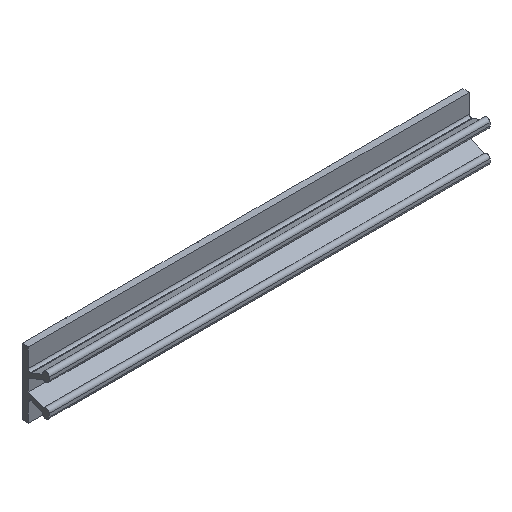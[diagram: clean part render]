
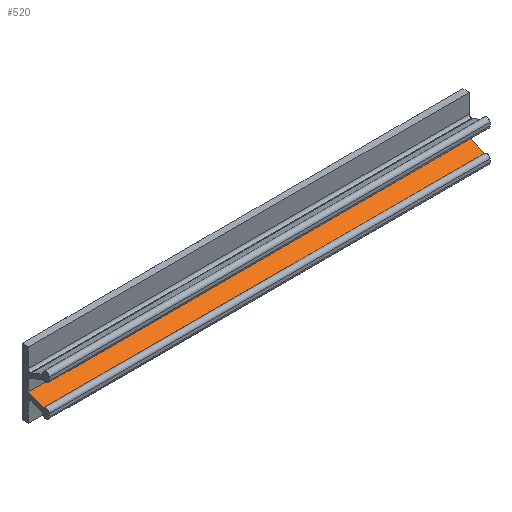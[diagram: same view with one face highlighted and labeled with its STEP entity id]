
A CAD part, isometric view. The second image highlights one B-rep face of the part: STEP entity #520.
In plain terms, the highlighted planar face has unit normal (0, -0.379, 0.925).
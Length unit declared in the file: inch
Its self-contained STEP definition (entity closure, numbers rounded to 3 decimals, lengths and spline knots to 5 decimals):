
#28 = CARTESIAN_POINT ( 'NONE',  ( -1.5977, -0.11736, 0.10277 ) ) ;
#39 = PLANE ( 'NONE',  #1444 ) ;
#97 = DIRECTION ( 'NONE',  ( 0., -0.379, 0.926 ) ) ;
#117 = DIRECTION ( 'NONE',  ( 0., -0.926, -0.379 ) ) ;
#299 = CARTESIAN_POINT ( 'NONE',  ( -1.378, -0.11736, 0.10277 ) ) ;
#303 = DIRECTION ( 'NONE',  ( 0., 0.926, 0.379 ) ) ;
#472 = EDGE_CURVE ( 'NONE', #1952, #1948, #2639, .T. ) ;
#520 = ADVANCED_FACE ( 'NONE', ( #2584 ), #39, .T. ) ;
#603 = EDGE_CURVE ( 'NONE', #1948, #1861, #2501, .T. ) ;
#604 = EDGE_CURVE ( 'NONE', #1952, #1895, #2500, .T. ) ;
#779 = VECTOR ( 'NONE', #1320, 39.37008 ) ;
#862 = DIRECTION ( 'NONE',  ( 1., 0., 0. ) ) ;
#897 = CARTESIAN_POINT ( 'NONE',  ( -1.5977, 0.04528, 0.16932 ) ) ;
#1171 = CARTESIAN_POINT ( 'NONE',  ( -1.5977, -0.04964, 0.13048 ) ) ;
#1266 = DIRECTION ( 'NONE',  ( 1., 0., 0. ) ) ;
#1320 = DIRECTION ( 'NONE',  ( 0., 0.926, 0.379 ) ) ;
#1321 = CARTESIAN_POINT ( 'NONE',  ( 1.378, -0.11736, 0.10277 ) ) ;
#1397 = VECTOR ( 'NONE', #303, 39.37008 ) ;
#1444 = AXIS2_PLACEMENT_3D ( 'NONE', #28, #97, #117 ) ;
#1525 = VECTOR ( 'NONE', #862, 39.37008 ) ;
#1550 = VECTOR ( 'NONE', #1266, 39.37008 ) ;
#1685 = CARTESIAN_POINT ( 'NONE',  ( -1.378, -0.04964, 0.13048 ) ) ;
#1691 = CARTESIAN_POINT ( 'NONE',  ( -1.378, 0.04528, 0.16932 ) ) ;
#1824 = EDGE_LOOP ( 'NONE', ( #2023, #2022, #2024, #2061 ) ) ;
#1861 = VERTEX_POINT ( 'NONE', #2173 ) ;
#1895 = VERTEX_POINT ( 'NONE', #2199 ) ;
#1948 = VERTEX_POINT ( 'NONE', #1691 ) ;
#1952 = VERTEX_POINT ( 'NONE', #1685 ) ;
#2022 = ORIENTED_EDGE ( 'NONE', *, *, #2310, .T. ) ;
#2023 = ORIENTED_EDGE ( 'NONE', *, *, #604, .T. ) ;
#2024 = ORIENTED_EDGE ( 'NONE', *, *, #603, .F. ) ;
#2061 = ORIENTED_EDGE ( 'NONE', *, *, #472, .F. ) ;
#2173 = CARTESIAN_POINT ( 'NONE',  ( 1.378, 0.04528, 0.16932 ) ) ;
#2199 = CARTESIAN_POINT ( 'NONE',  ( 1.378, -0.04964, 0.13048 ) ) ;
#2310 = EDGE_CURVE ( 'NONE', #1895, #1861, #2361, .T. ) ;
#2361 = LINE ( 'NONE', #1321, #779 ) ;
#2500 = LINE ( 'NONE', #1171, #1525 ) ;
#2501 = LINE ( 'NONE', #897, #1550 ) ;
#2584 = FACE_OUTER_BOUND ( 'NONE', #1824, .T. ) ;
#2639 = LINE ( 'NONE', #299, #1397 ) ;
